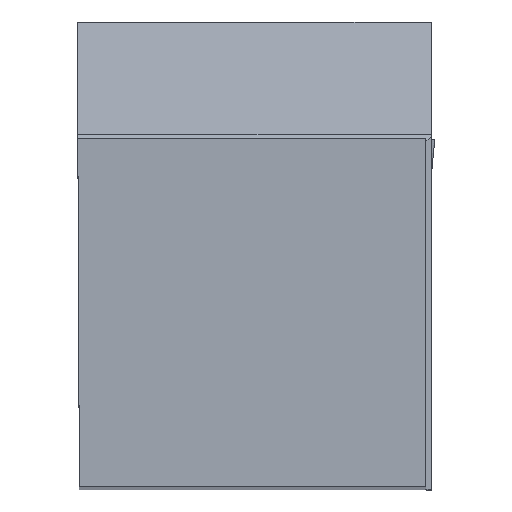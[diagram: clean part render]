
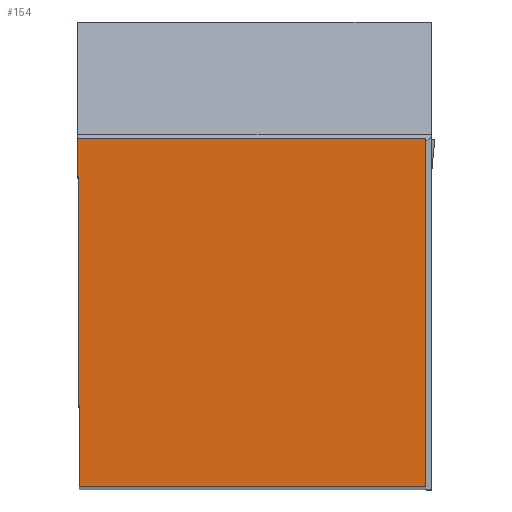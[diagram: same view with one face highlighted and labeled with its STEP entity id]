
A CAD part, top view. The second image highlights one B-rep face of the part: STEP entity #154.
In plain terms, the highlighted planar face has unit normal (0, 0, 1).
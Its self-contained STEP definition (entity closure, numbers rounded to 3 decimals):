
#154=ADVANCED_FACE('BLANK_BOXF006',(#253),#199,.F.);
#199=PLANE('',#1251);
#253=FACE_OUTER_BOUND('',#308,.T.);
#308=EDGE_LOOP('',(#544,#545,#546,#547));
#544=ORIENTED_EDGE('',*,*,#852,.T.);
#545=ORIENTED_EDGE('',*,*,#853,.T.);
#546=ORIENTED_EDGE('',*,*,#854,.T.);
#547=ORIENTED_EDGE('',*,*,#844,.T.);
#712=VERTEX_POINT('',#2009);
#713=VERTEX_POINT('',#2011);
#716=VERTEX_POINT('',#2025);
#717=VERTEX_POINT('',#2027);
#844=EDGE_CURVE('',#713,#712,#967,.T.);
#852=EDGE_CURVE('',#712,#716,#974,.T.);
#853=EDGE_CURVE('',#716,#717,#975,.T.);
#854=EDGE_CURVE('',#717,#713,#976,.T.);
#967=LINE('',#2010,#1092);
#974=LINE('',#2024,#1099);
#975=LINE('',#2026,#1100);
#976=LINE('',#2028,#1101);
#1092=VECTOR('',#1461,1.);
#1099=VECTOR('',#1476,1.);
#1100=VECTOR('',#1477,1.);
#1101=VECTOR('',#1478,1.);
#1251=AXIS2_PLACEMENT_3D('',#2029,#1479,#1480);
#1461=DIRECTION('',(1.,0.,0.));
#1476=DIRECTION('',(0.,1.,0.));
#1477=DIRECTION('',(-1.,0.,0.));
#1478=DIRECTION('',(0.004,-1.,0.));
#1479=DIRECTION('',(0.,0.,-1.));
#1480=DIRECTION('',(0.,-1.,0.));
#2009=CARTESIAN_POINT('',(24.875,0.,0.));
#2010=CARTESIAN_POINT('',(-150.55,0.,0.));
#2011=CARTESIAN_POINT('',(0.109,0.,0.));
#2024=CARTESIAN_POINT('',(24.875,-150.55,0.));
#2025=CARTESIAN_POINT('',(24.875,24.875,0.));
#2026=CARTESIAN_POINT('',(150.55,24.875,0.));
#2027=CARTESIAN_POINT('',(0.,24.875,0.));
#2028=CARTESIAN_POINT('',(-0.548,150.549,0.));
#2029=CARTESIAN_POINT('',(25.25,-5.,0.));
